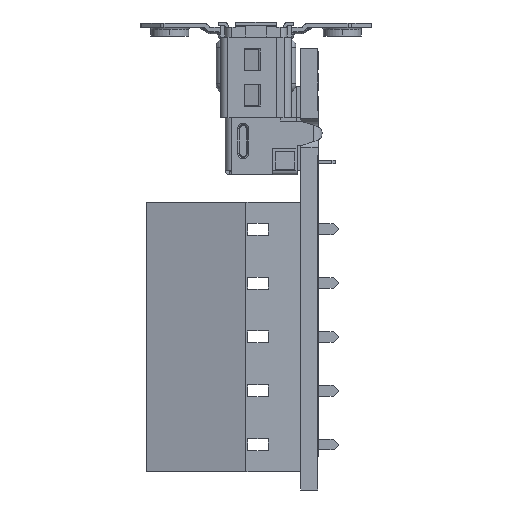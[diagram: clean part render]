
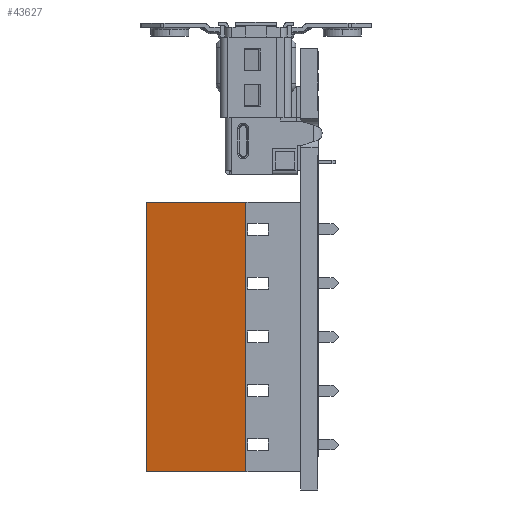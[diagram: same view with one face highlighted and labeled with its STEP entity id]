
A CAD part, left-side view. The second image highlights one B-rep face of the part: STEP entity #43627.
In plain terms, the highlighted face is planar.
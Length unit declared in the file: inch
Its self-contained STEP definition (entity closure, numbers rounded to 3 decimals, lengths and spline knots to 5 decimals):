
#9691 = VERTEX_POINT ( 'NONE', #20585 ) ;
#9692 = VERTEX_POINT ( 'NONE', #20587 ) ;
#9709 = VERTEX_POINT ( 'NONE', #20619 ) ;
#9710 = VERTEX_POINT ( 'NONE', #20620 ) ;
#20585 = CARTESIAN_POINT ( 'NONE',  ( -0.201, -0.2, -0.492 ) ) ;
#20587 = CARTESIAN_POINT ( 'NONE',  ( -0.201, -0.2, 0.492 ) ) ;
#20619 = CARTESIAN_POINT ( 'NONE',  ( -0.115, -0.563, -0.492 ) ) ;
#20620 = CARTESIAN_POINT ( 'NONE',  ( -0.115, -0.563, 0.492 ) ) ;
#24533 = CARTESIAN_POINT ( 'NONE',  ( -0.201, -0.2, 0.492 ) ) ;
#24535 = DIRECTION ( 'NONE',  ( 0., 0., -1. ) ) ;
#24564 = CARTESIAN_POINT ( 'NONE',  ( -0.201, -0.2, 0.492 ) ) ;
#24568 = CARTESIAN_POINT ( 'NONE',  ( -0.201, -0.2, -0.492 ) ) ;
#24569 = DIRECTION ( 'NONE',  ( 0.231, -0.973, 0. ) ) ;
#24570 = CARTESIAN_POINT ( 'NONE',  ( -0.115, -0.563, 0.492 ) ) ;
#24571 = DIRECTION ( 'NONE',  ( 0., 0., -1. ) ) ;
#24572 = DIRECTION ( 'NONE',  ( 0.231, -0.973, 0. ) ) ;
#25451 = LINE ( 'NONE', #24533, #25459 ) ;
#25459 = VECTOR ( 'NONE', #24535, 39.37008 ) ;
#25512 = LINE ( 'NONE', #24564, #25531 ) ;
#25516 = LINE ( 'NONE', #24568, #25523 ) ;
#25520 = LINE ( 'NONE', #24570, #25527 ) ;
#25523 = VECTOR ( 'NONE', #24569, 39.37008 ) ;
#25527 = VECTOR ( 'NONE', #24571, 39.37008 ) ;
#25531 = VECTOR ( 'NONE', #24572, 39.37008 ) ;
#34340 = FACE_OUTER_BOUND ( 'NONE', #49250, .T. ) ;
#35577 = CARTESIAN_POINT ( 'NONE',  ( -0.201, -0.2, 0.492 ) ) ;
#35579 = PLANE ( 'NONE',  #36283 ) ;
#35582 = DIRECTION ( 'NONE',  ( 0.973, 0.231, 0. ) ) ;
#35583 = DIRECTION ( 'NONE',  ( -0.231, 0.973, 0. ) ) ;
#36283 = AXIS2_PLACEMENT_3D ( 'NONE', #35577, #35582, #35583 ) ;
#39037 = EDGE_CURVE ( 'NONE', #9692, #9691, #25451, .T. ) ;
#39054 = EDGE_CURVE ( 'NONE', #9691, #9709, #25516, .T. ) ;
#39055 = EDGE_CURVE ( 'NONE', #9710, #9709, #25520, .T. ) ;
#39056 = EDGE_CURVE ( 'NONE', #9692, #9710, #25512, .T. ) ;
#43627 = ADVANCED_FACE ( 'NONE', ( #34340 ), #35579, .F. ) ;
#48608 = ORIENTED_EDGE ( 'NONE', *, *, #39054, .T. ) ;
#48609 = ORIENTED_EDGE ( 'NONE', *, *, #39055, .F. ) ;
#48610 = ORIENTED_EDGE ( 'NONE', *, *, #39056, .F. ) ;
#48611 = ORIENTED_EDGE ( 'NONE', *, *, #39037, .T. ) ;
#49250 = EDGE_LOOP ( 'NONE', ( #48608, #48609, #48610, #48611 ) ) ;
